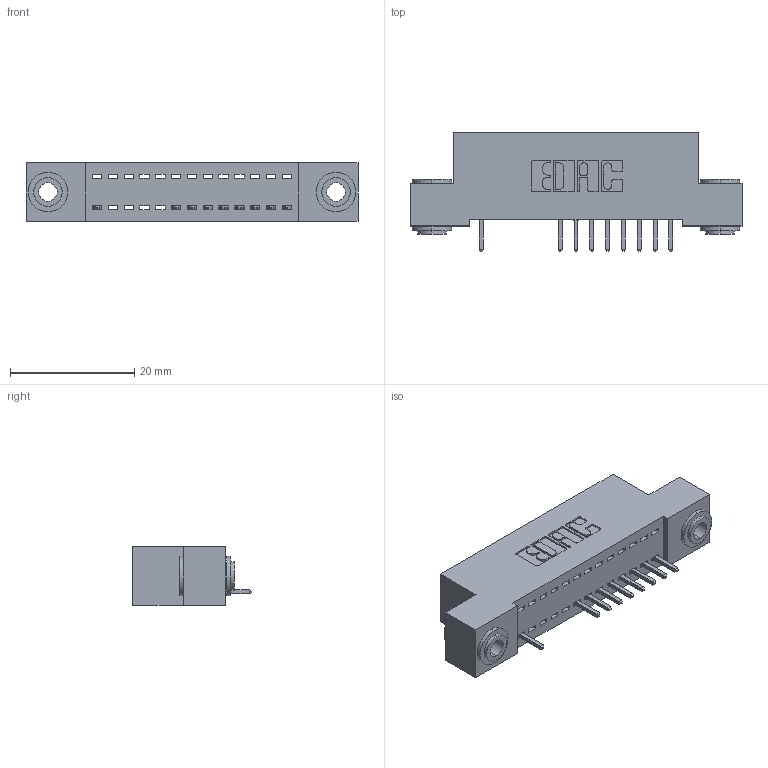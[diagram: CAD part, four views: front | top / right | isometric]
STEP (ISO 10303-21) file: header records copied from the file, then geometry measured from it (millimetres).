
FILE_DESCRIPTION (( 'STEP AP203' ), '1' );
FILE_NAME ('392-013-521-103.STEP', '2018-08-14T22:53:04', ( '' ), ( '' ), 'SwSTEP 2.0', 'SolidWorks 2016', '' );
FILE_SCHEMA (( 'CONFIG_CONTROL_DESIGN' ));
Length unit declared in the file: inch
Products named in the file (4): 345-292-001_345-293-121; 342-250-002_345-250-002-102; 392-013-521-103; 342 Part_.156 TH
Assembly tree (12 placements, depth 2):
  392-013-521-103
    342 Part_.156 TH
    345-292-001_345-293-121  x9
    342-250-002_345-250-002-102  x2
Bounding box: 53.34 x 19.06 x 9.4 mm (x, y, z)
Volume: 4521.5 mm3; surface area: 5989 mm2
Topology: 12 solids, 12 shells, 718 faces, 2127 edges, 1402 vertices
Faces by surface type: plane 502, cylinder 208, cone 8
Entity records: 12106 total; most frequent: CARTESIAN_POINT 2088, ORIENTED_EDGE 2034, DIRECTION 1849, EDGE_CURVE 1017, VECTOR 865, LINE 865, VERTEX_POINT 674, AXIS2_PLACEMENT_3D 492
